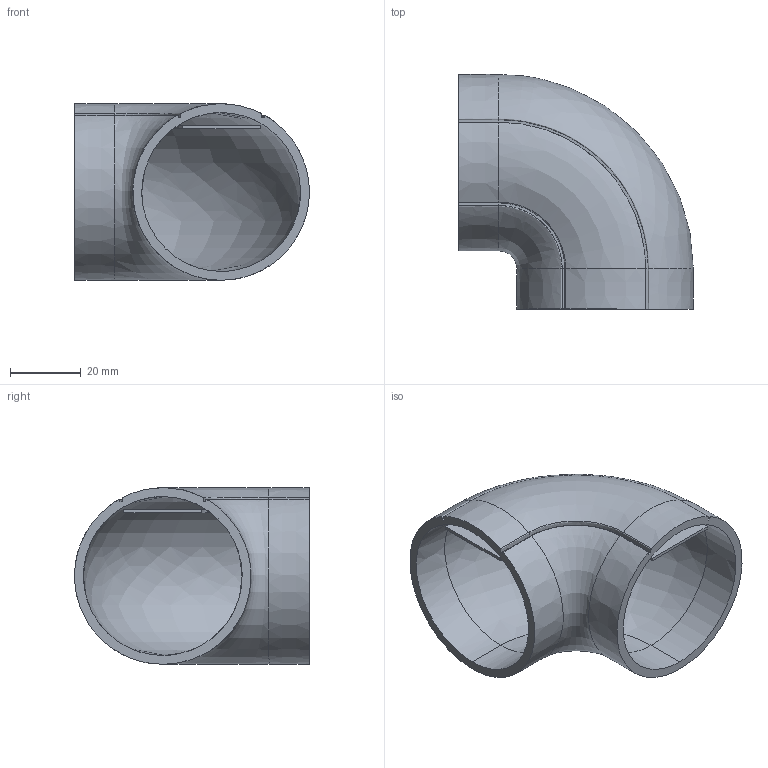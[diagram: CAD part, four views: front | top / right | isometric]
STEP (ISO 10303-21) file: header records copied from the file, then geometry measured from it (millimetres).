
FILE_DESCRIPTION(/* description */ (''),/* implementation_level */ '2;1');
FILE_NAME(/* name */ 'Giunto 90 Semplificato',/* time_stamp */ '2022-02-28T17:45:13+01:00',/* author */ (''),/* organization */ (''),/* preprocessor_version */ 'ST-DEVELOPER v15',/* originating_system */ '',/* authorisation */ '');
FILE_SCHEMA (('AUTOMOTIVE_DESIGN'));
Length unit declared in the file: millimetre
Products named in the file (1): Document
Bounding box: 66.52 x 66.57 x 50 mm (x, y, z)
Volume: 27227.4 mm3; surface area: 25147.5 mm2
Topology: 2 solids, 2 shells, 36 faces, 85 edges, 56 vertices
Faces by surface type: bspline 26, plane 10
Entity records: 1858 total; most frequent: CARTESIAN_POINT 1359, ORIENTED_EDGE 160, EDGE_CURVE 80, VERTEX_POINT 48, EDGE_LOOP 38, ADVANCED_FACE 36, FACE_OUTER_BOUND 36, B_SPLINE_CURVE_WITH_KNOTS 21
